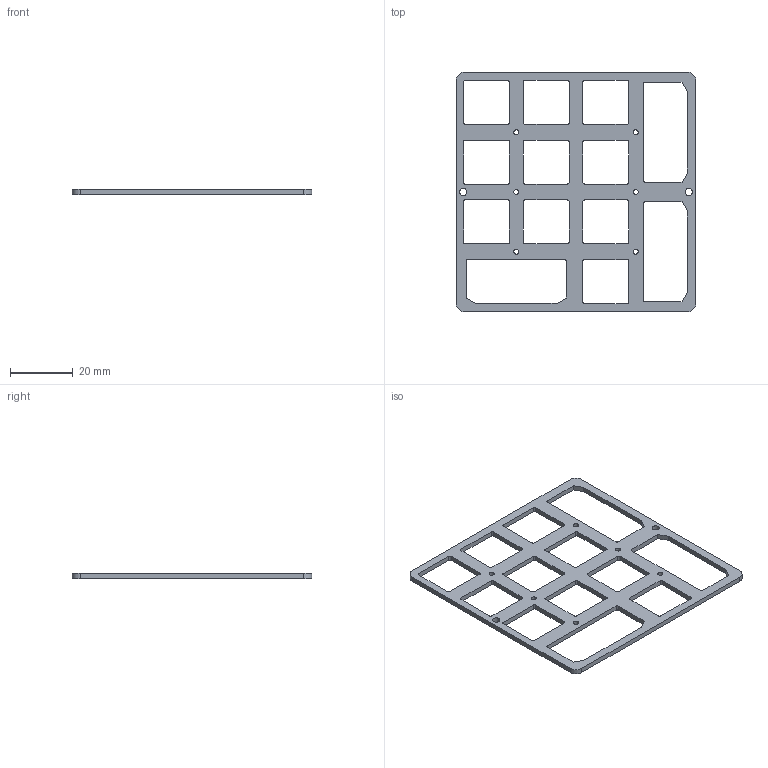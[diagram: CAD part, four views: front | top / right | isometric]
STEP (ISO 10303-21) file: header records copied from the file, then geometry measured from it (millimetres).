
FILE_DESCRIPTION(('KiCad electronic assembly'),'2;1');
FILE_NAME('plate 2u threaded.step','2024-08-04T20:31:19',('Pcbnew'),( 'Kicad'),'Open CASCADE STEP processor 7.8','KiCad to STEP converter' ,'Unknown');
FILE_SCHEMA(('AUTOMOTIVE_DESIGN { 1 0 10303 214 1 1 1 1 }'));
Length unit declared in the file: millimetre
Products named in the file (2): plate 2u threaded 1; _autosave-plate_PCB
Assembly tree (1 placements, depth 2):
  plate 2u threaded 1
    _autosave-plate_PCB
Bounding box: 76.45 x 76.45 x 1.6 mm (x, y, z)
Volume: 3924.9 mm3; surface area: 6787.8 mm2
Topology: 1 solids, 1 shells, 122 faces, 360 edges, 240 vertices
Faces by surface type: plane 64, cylinder 58
Full cylindrical faces by diameter (mm): 1.6 x6, 2.3 x2
Entity records: 4221 total; most frequent: CARTESIAN_POINT 724, DIRECTION 724, ORIENTED_EDGE 720, EDGE_CURVE 360, LINE 244, VECTOR 244, AXIS2_PLACEMENT_3D 240, VERTEX_POINT 240
